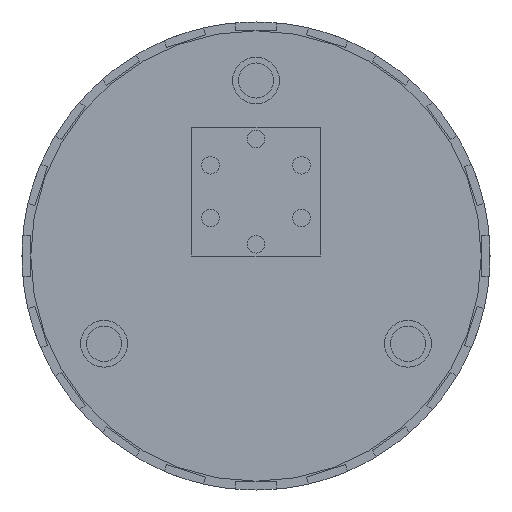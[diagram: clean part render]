
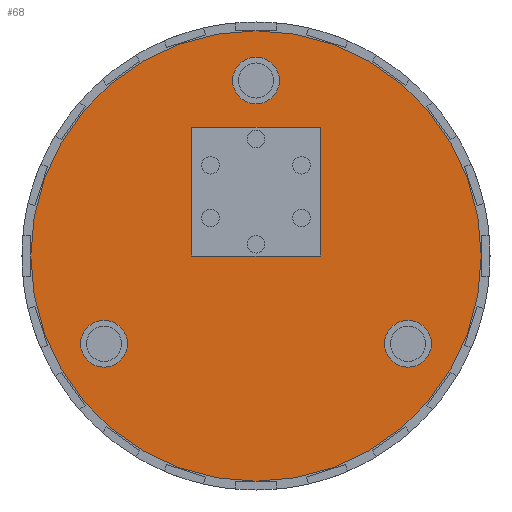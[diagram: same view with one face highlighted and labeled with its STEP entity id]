
A CAD part, front view. The second image highlights one B-rep face of the part: STEP entity #68.
In plain terms, the highlighted planar face has unit normal (0, -1, 0).
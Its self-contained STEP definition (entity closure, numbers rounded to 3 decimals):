
#39 = FACE_OUTER_BOUND ( 'NONE', #795, .T. ) ;
#58 = LINE ( 'NONE', #5272, #6008 ) ;
#68 = ADVANCED_FACE ( 'NONE', ( #1476, #3962, #1335, #5062, #39 ), #1231, .F. ) ;
#143 = EDGE_CURVE ( 'NONE', #3721, #1705, #4922, .T. ) ;
#326 = CARTESIAN_POINT ( 'NONE',  ( 0., 0., 19.25 ) ) ;
#460 = DIRECTION ( 'NONE',  ( 0., 0., -1. ) ) ;
#604 = DIRECTION ( 'NONE',  ( -1., 0., 0. ) ) ;
#616 = DIRECTION ( 'NONE',  ( 0., 0., 1. ) ) ;
#625 = DIRECTION ( 'NONE',  ( 0., 1., 0. ) ) ;
#638 = AXIS2_PLACEMENT_3D ( 'NONE', #1028, #4301, #1500 ) ;
#649 = CARTESIAN_POINT ( 'NONE',  ( 0., 0., 0. ) ) ;
#771 = VECTOR ( 'NONE', #3249, 1000. ) ;
#772 = AXIS2_PLACEMENT_3D ( 'NONE', #1119, #1067, #1040 ) ;
#795 = EDGE_LOOP ( 'NONE', ( #2230, #3798 ) ) ;
#799 = VERTEX_POINT ( 'NONE', #6070 ) ;
#894 = AXIS2_PLACEMENT_3D ( 'NONE', #2636, #5879, #3083 ) ;
#954 = VERTEX_POINT ( 'NONE', #2297 ) ;
#963 = DIRECTION ( 'NONE',  ( 0., 0., -1. ) ) ;
#997 = EDGE_CURVE ( 'NONE', #2902, #5924, #2764, .T. ) ;
#1022 = DIRECTION ( 'NONE',  ( 0., -1., 0. ) ) ;
#1023 = LINE ( 'NONE', #4367, #1327 ) ;
#1028 = CARTESIAN_POINT ( 'NONE',  ( -12.99, 0., -7.5 ) ) ;
#1040 = DIRECTION ( 'NONE',  ( 0., 0., 1. ) ) ;
#1041 = CARTESIAN_POINT ( 'NONE',  ( 0., 0., 15. ) ) ;
#1067 = DIRECTION ( 'NONE',  ( 0., 1., 0. ) ) ;
#1090 = EDGE_LOOP ( 'NONE', ( #2995, #3220 ) ) ;
#1096 = DIRECTION ( 'NONE',  ( 1., 0., 0. ) ) ;
#1113 = ORIENTED_EDGE ( 'NONE', *, *, #3976, .F. ) ;
#1119 = CARTESIAN_POINT ( 'NONE',  ( 0., 0., 0. ) ) ;
#1231 = PLANE ( 'NONE',  #772 ) ;
#1235 = DIRECTION ( 'NONE',  ( 0., 1., 0. ) ) ;
#1327 = VECTOR ( 'NONE', #1096, 1000. ) ;
#1335 = FACE_BOUND ( 'NONE', #4153, .T. ) ;
#1437 = EDGE_CURVE ( 'NONE', #2641, #799, #5881, .T. ) ;
#1476 = FACE_BOUND ( 'NONE', #6044, .T. ) ;
#1493 = EDGE_CURVE ( 'NONE', #2504, #4853, #5453, .T. ) ;
#1500 = DIRECTION ( 'NONE',  ( 0., 0., -1. ) ) ;
#1538 = VERTEX_POINT ( 'NONE', #6060 ) ;
#1705 = VERTEX_POINT ( 'NONE', #2960 ) ;
#2085 = CIRCLE ( 'NONE', #2751, 19.25 ) ;
#2108 = CARTESIAN_POINT ( 'NONE',  ( 0., 0., 13. ) ) ;
#2180 = VECTOR ( 'NONE', #2270, 1000. ) ;
#2230 = ORIENTED_EDGE ( 'NONE', *, *, #5342, .F. ) ;
#2270 = DIRECTION ( 'NONE',  ( 0., 0., 1. ) ) ;
#2297 = CARTESIAN_POINT ( 'NONE',  ( 12.99, 0., -5.5 ) ) ;
#2342 = DIRECTION ( 'NONE',  ( 0., -1., 0. ) ) ;
#2455 = AXIS2_PLACEMENT_3D ( 'NONE', #5136, #2342, #5601 ) ;
#2504 = VERTEX_POINT ( 'NONE', #5850 ) ;
#2593 = DIRECTION ( 'NONE',  ( 0., -1., 0. ) ) ;
#2636 = CARTESIAN_POINT ( 'NONE',  ( 12.99, 0., -7.5 ) ) ;
#2638 = CARTESIAN_POINT ( 'NONE',  ( -12.99, 0., -5.5 ) ) ;
#2641 = VERTEX_POINT ( 'NONE', #3650 ) ;
#2665 = AXIS2_PLACEMENT_3D ( 'NONE', #649, #625, #616 ) ;
#2751 = AXIS2_PLACEMENT_3D ( 'NONE', #4038, #1235, #4506 ) ;
#2764 = CIRCLE ( 'NONE', #3881, 2. ) ;
#2817 = CIRCLE ( 'NONE', #3410, 2. ) ;
#2902 = VERTEX_POINT ( 'NONE', #2108 ) ;
#2913 = CIRCLE ( 'NONE', #2455, 2. ) ;
#2939 = ORIENTED_EDGE ( 'NONE', *, *, #5731, .F. ) ;
#2960 = CARTESIAN_POINT ( 'NONE',  ( 0., 0., -19.25 ) ) ;
#2966 = ORIENTED_EDGE ( 'NONE', *, *, #5810, .F. ) ;
#2982 = VERTEX_POINT ( 'NONE', #2638 ) ;
#2992 = EDGE_CURVE ( 'NONE', #5924, #2902, #2817, .T. ) ;
#2995 = ORIENTED_EDGE ( 'NONE', *, *, #997, .F. ) ;
#3083 = DIRECTION ( 'NONE',  ( 0., 0., -1. ) ) ;
#3189 = EDGE_CURVE ( 'NONE', #4853, #2641, #1023, .T. ) ;
#3220 = ORIENTED_EDGE ( 'NONE', *, *, #2992, .F. ) ;
#3249 = DIRECTION ( 'NONE',  ( 0., 0., -1. ) ) ;
#3275 = DIRECTION ( 'NONE',  ( 0., -1., 0. ) ) ;
#3386 = CIRCLE ( 'NONE', #4582, 2. ) ;
#3410 = AXIS2_PLACEMENT_3D ( 'NONE', #6065, #3275, #460 ) ;
#3457 = CARTESIAN_POINT ( 'NONE',  ( -12.99, 0., -9.5 ) ) ;
#3502 = ORIENTED_EDGE ( 'NONE', *, *, #1493, .F. ) ;
#3560 = EDGE_CURVE ( 'NONE', #4104, #2982, #2913, .T. ) ;
#3650 = CARTESIAN_POINT ( 'NONE',  ( 5.5, 0., 0. ) ) ;
#3721 = VERTEX_POINT ( 'NONE', #326 ) ;
#3787 = ORIENTED_EDGE ( 'NONE', *, *, #4695, .F. ) ;
#3798 = ORIENTED_EDGE ( 'NONE', *, *, #143, .F. ) ;
#3881 = AXIS2_PLACEMENT_3D ( 'NONE', #1041, #1022, #963 ) ;
#3962 = FACE_BOUND ( 'NONE', #5962, .T. ) ;
#3976 = EDGE_CURVE ( 'NONE', #2982, #4104, #4019, .T. ) ;
#4019 = CIRCLE ( 'NONE', #638, 2. ) ;
#4038 = CARTESIAN_POINT ( 'NONE',  ( 0., 0., 0. ) ) ;
#4104 = VERTEX_POINT ( 'NONE', #3457 ) ;
#4153 = EDGE_LOOP ( 'NONE', ( #3787, #2966 ) ) ;
#4164 = ORIENTED_EDGE ( 'NONE', *, *, #1437, .F. ) ;
#4245 = CARTESIAN_POINT ( 'NONE',  ( -5.5, 0., 0. ) ) ;
#4301 = DIRECTION ( 'NONE',  ( 0., -1., 0. ) ) ;
#4367 = CARTESIAN_POINT ( 'NONE',  ( -5.5, 0., 0. ) ) ;
#4506 = DIRECTION ( 'NONE',  ( 0., 0., 1. ) ) ;
#4582 = AXIS2_PLACEMENT_3D ( 'NONE', #5370, #2593, #5832 ) ;
#4618 = CARTESIAN_POINT ( 'NONE',  ( 5.5, 0., 11. ) ) ;
#4695 = EDGE_CURVE ( 'NONE', #1538, #954, #5222, .T. ) ;
#4853 = VERTEX_POINT ( 'NONE', #4245 ) ;
#4922 = CIRCLE ( 'NONE', #2665, 19.25 ) ;
#5062 = FACE_BOUND ( 'NONE', #1090, .T. ) ;
#5136 = CARTESIAN_POINT ( 'NONE',  ( -12.99, 0., -7.5 ) ) ;
#5185 = ORIENTED_EDGE ( 'NONE', *, *, #3560, .F. ) ;
#5222 = CIRCLE ( 'NONE', #894, 2. ) ;
#5272 = CARTESIAN_POINT ( 'NONE',  ( -5.5, 0., 11. ) ) ;
#5342 = EDGE_CURVE ( 'NONE', #1705, #3721, #2085, .T. ) ;
#5353 = CARTESIAN_POINT ( 'NONE',  ( 0., 0., 17. ) ) ;
#5370 = CARTESIAN_POINT ( 'NONE',  ( 12.99, 0., -7.5 ) ) ;
#5453 = LINE ( 'NONE', #6037, #771 ) ;
#5601 = DIRECTION ( 'NONE',  ( 0., 0., -1. ) ) ;
#5731 = EDGE_CURVE ( 'NONE', #799, #2504, #58, .T. ) ;
#5810 = EDGE_CURVE ( 'NONE', #954, #1538, #3386, .T. ) ;
#5832 = DIRECTION ( 'NONE',  ( 0., 0., -1. ) ) ;
#5850 = CARTESIAN_POINT ( 'NONE',  ( -5.5, 0., 11. ) ) ;
#5879 = DIRECTION ( 'NONE',  ( 0., -1., 0. ) ) ;
#5881 = LINE ( 'NONE', #4618, #2180 ) ;
#5890 = ORIENTED_EDGE ( 'NONE', *, *, #3189, .F. ) ;
#5924 = VERTEX_POINT ( 'NONE', #5353 ) ;
#5962 = EDGE_LOOP ( 'NONE', ( #5185, #1113 ) ) ;
#6008 = VECTOR ( 'NONE', #604, 1000. ) ;
#6037 = CARTESIAN_POINT ( 'NONE',  ( -5.5, 0., 11. ) ) ;
#6044 = EDGE_LOOP ( 'NONE', ( #2939, #4164, #5890, #3502 ) ) ;
#6060 = CARTESIAN_POINT ( 'NONE',  ( 12.99, 0., -9.5 ) ) ;
#6065 = CARTESIAN_POINT ( 'NONE',  ( 0., 0., 15. ) ) ;
#6070 = CARTESIAN_POINT ( 'NONE',  ( 5.5, 0., 11. ) ) ;
